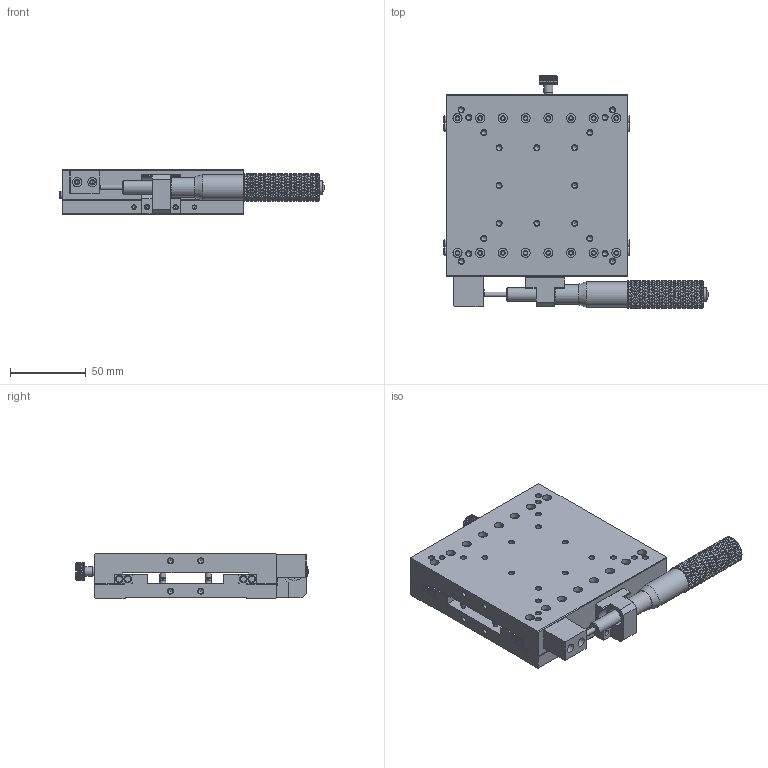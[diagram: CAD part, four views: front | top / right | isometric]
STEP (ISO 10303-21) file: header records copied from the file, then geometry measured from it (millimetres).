
FILE_DESCRIPTION (( 'STEP AP203' ), '1' );
FILE_NAME ('528852.STEP', '2024-10-16T09:46:46', ( 'Windows User' ), ( 'P R C' ), 'SwSTEP 2.0', 'SolidWorks 2020', '' );
FILE_SCHEMA (( 'CONFIG_CONTROL_DESIGN' ));
Products named in the file (1): 528852
Bounding box: 174.64 x 153.5 x 30 mm (x, y, z)
Volume: 405194.4 mm3; surface area: 103157.4 mm2
Topology: 3 solids, 10 shells, 2675 faces, 5719 edges, 3132 vertices
Faces by surface type: bspline 1501, cylinder 650, plane 283, cone 240, torus 1
Full cylindrical faces by diameter (mm): 1.567 x16, 2.459 x27, 2.5 x4, 2.55 x32, 3 x1, 3.2 x16, 3.208 x1, 3.242 x28, 3.5 x6, 4 x8, 4.4 x32, 4.5 x4, 5 x8, 6 x20, 8 x4, 8.708 x1, 8.71 x1, 12 x1, 12.708 x1, 16.704 x1
Entity records: 132301 total; most frequent: CARTESIAN_POINT 94595, ORIENTED_EDGE 10366, EDGE_CURVE 5183, DIRECTION 4299, EDGE_LOOP 3194, VERTEX_POINT 2957, FACE_OUTER_BOUND 2887, ADVANCED_FACE 2675
